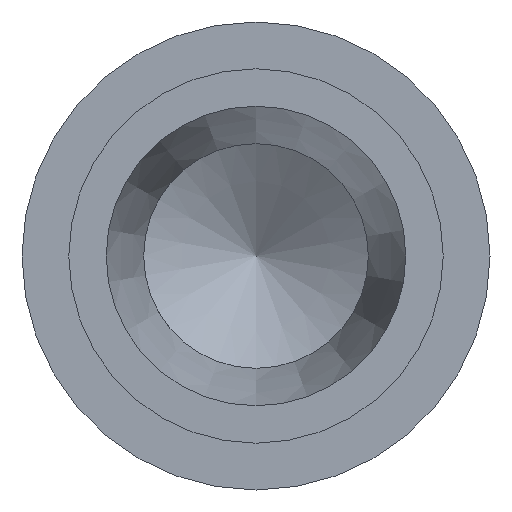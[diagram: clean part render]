
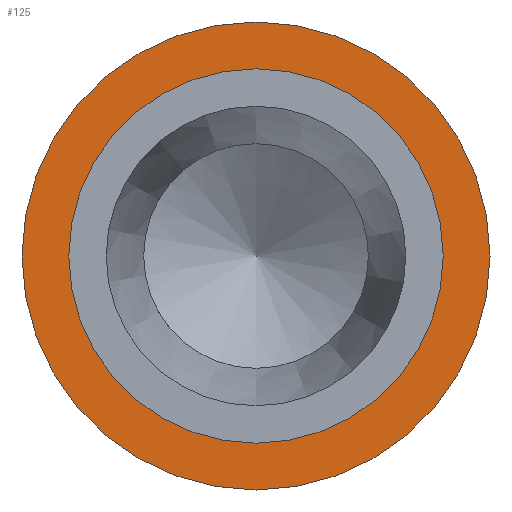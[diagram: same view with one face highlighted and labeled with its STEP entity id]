
A CAD part, front view. The second image highlights one B-rep face of the part: STEP entity #125.
In plain terms, the highlighted planar face has unit normal (0, -1, 0).
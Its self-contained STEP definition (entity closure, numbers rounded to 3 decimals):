
#99=PLANE('',#291);
#125=ADVANCED_FACE('',(#157,#158),#99,.F.);
#157=FACE_BOUND('',#187,.T.);
#158=FACE_BOUND('',#188,.T.);
#187=EDGE_LOOP('',(#217));
#188=EDGE_LOOP('',(#218));
#217=ORIENTED_EDGE('',*,*,#249,.F.);
#218=ORIENTED_EDGE('',*,*,#250,.T.);
#234=VERTEX_POINT('',#531);
#235=VERTEX_POINT('',#534);
#249=EDGE_CURVE('',#234,#234,#262,.T.);
#250=EDGE_CURVE('',#235,#235,#263,.T.);
#262=CIRCLE('',#283,0.9);
#263=CIRCLE('',#285,1.25);
#283=AXIS2_PLACEMENT_3D('',#530,#329,#330);
#285=AXIS2_PLACEMENT_3D('',#533,#333,#334);
#291=AXIS2_PLACEMENT_3D('',#541,#345,#346);
#329=DIRECTION('',(0.,-1.,0.));
#330=DIRECTION('',(0.,0.,-1.));
#333=DIRECTION('',(0.,-1.,0.));
#334=DIRECTION('',(0.,0.,-1.));
#345=DIRECTION('',(0.,1.,0.));
#346=DIRECTION('',(0.,0.,-1.));
#530=CARTESIAN_POINT('',(0.,-10.8,0.));
#531=CARTESIAN_POINT('',(0.,-10.8,-0.9));
#533=CARTESIAN_POINT('',(0.,-10.8,0.));
#534=CARTESIAN_POINT('',(0.,-10.8,-1.25));
#541=CARTESIAN_POINT('',(0.,-10.8,1.25));
